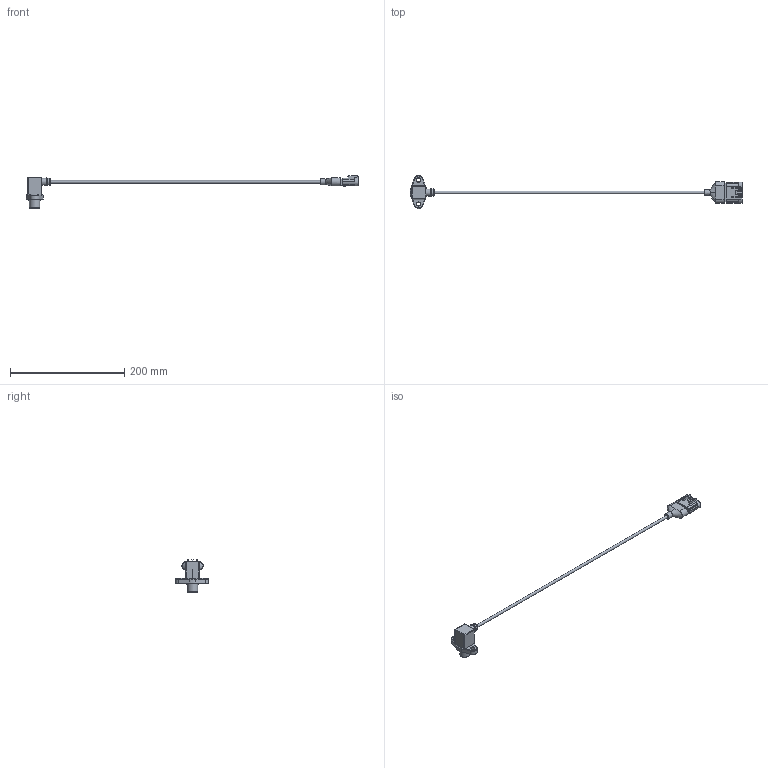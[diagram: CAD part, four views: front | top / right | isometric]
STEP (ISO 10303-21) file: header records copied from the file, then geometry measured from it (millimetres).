
FILE_DESCRIPTION(/* description */ (''),/* implementation_level */ '2;1');
FILE_NAME(/* name */ 'H1816FOR0.5DP04外形图.stp',/* time_stamp */ '2024-08-29T11:19:19+08:00',/* author */ (''),/* organization */ (''),/* preprocessor_version */ 'ST-DEVELOPER v16.7',/* originating_system */ 'SIEMENS PLM Software NX 12.0',/* authorisation */ '');
FILE_SCHEMA (('AP203_CONFIGURATION_CONTROLLED_3D_DESIGN_OF_MECHANICAL_PARTS_AND_ASSEMBLIES_MIM_LF { 1 0 10303 403 2 1 2}'));
Length unit declared in the file: millimetre
Products named in the file (1): Dell27D840FCyk0n
Bounding box: 580.9 x 57.97 x 56.56 mm (x, y, z)
Volume: 58441.3 mm3; surface area: 27322.8 mm2
Topology: 2 solids, 7 shells, 340 faces, 906 edges, 574 vertices
Faces by surface type: plane 173, cylinder 72, bspline 58, cone 25, torus 12
Full cylindrical faces by diameter (mm): 5 x1, 7 x2, 10.1 x1, 12.3 x1, 12.4 x1, 14.1 x1, 16.4 x1, 16.8 x1, 18 x1, 19 x1, 20 x1
Entity records: 13624 total; most frequent: CARTESIAN_POINT 5818, ORIENTED_EDGE 1660, DIRECTION 1403, EDGE_CURVE 830, VERTEX_POINT 542, AXIS2_PLACEMENT_3D 471, LINE 461, VECTOR 461
